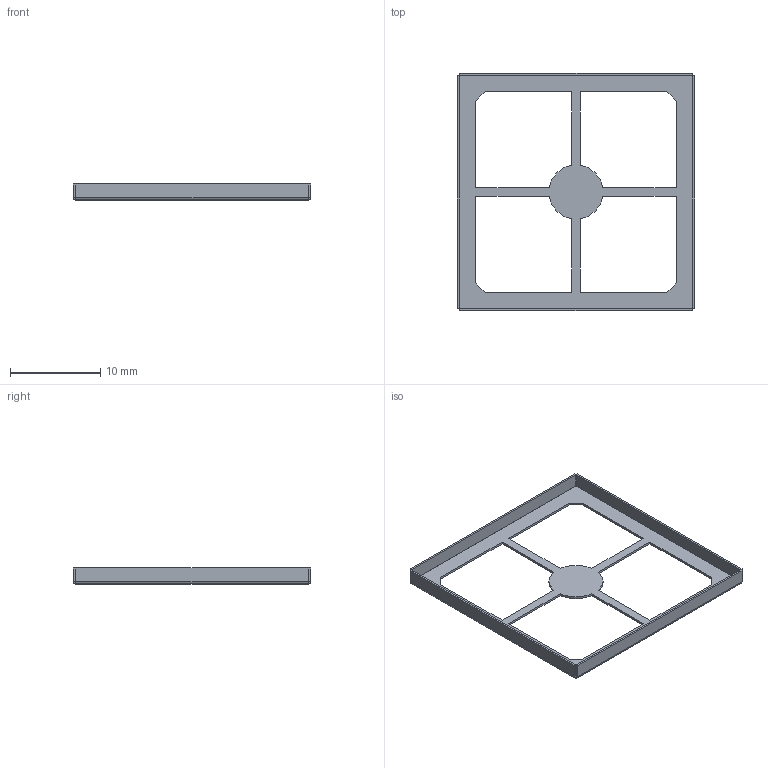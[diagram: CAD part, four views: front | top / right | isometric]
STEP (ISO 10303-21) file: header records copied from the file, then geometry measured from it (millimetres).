
FILE_DESCRIPTION(('STEP AP214'), '1');
FILE_NAME('SMS-252_frame', '', ('UNSPECIFIED'), ('UNSPECIFIED'), 'ASCON STEP Converter 1.6', 'ASCON Math Kernel', '');
FILE_SCHEMA(('AUTOMOTIVE_DESIGN { 1 0 10303 214 3 1 1}'));
Length unit declared in the file: millimetre
Bounding box: 26.28 x 26.28 x 1.78 mm (x, y, z)
Volume: 102.9 mm3; surface area: 893.1 mm2
Topology: 1 solids, 1 shells, 62 faces, 148 edges, 88 vertices
Faces by surface type: plane 50, cylinder 12
Entity records: 2296 total; most frequent: CARTESIAN_POINT 299, DIRECTION 298, ORIENTED_EDGE 296, EDGE_CURVE 148, LINE 124, VECTOR 124, VERTEX_POINT 88, AXIS2_PLACEMENT_3D 87
